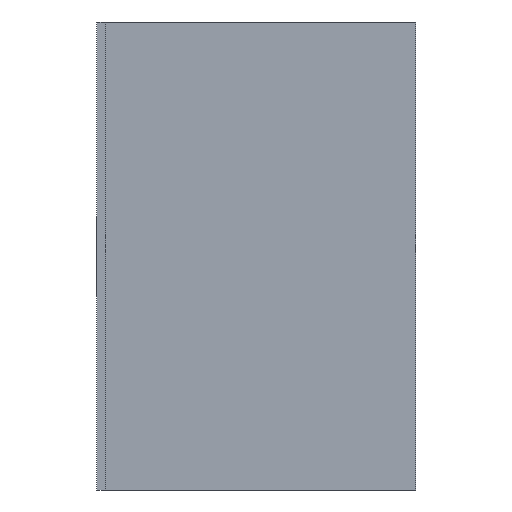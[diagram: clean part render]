
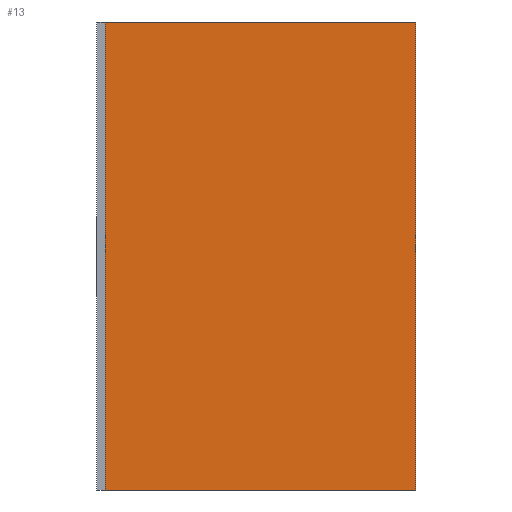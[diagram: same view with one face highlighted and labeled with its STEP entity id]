
A CAD part, left-side view. The second image highlights one B-rep face of the part: STEP entity #13.
In plain terms, the highlighted planar face has unit normal (-1, 0, 0).
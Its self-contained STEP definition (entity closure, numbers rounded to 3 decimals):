
#13 = ADVANCED_FACE ( 'NONE', ( #2558 ), #3120, .F. ) ;
#93 = CARTESIAN_POINT ( 'NONE',  ( -0.005, -0.004, 0. ) ) ;
#303 = LINE ( 'NONE', #800, #897 ) ;
#314 = DIRECTION ( 'NONE',  ( 0., 1., 0. ) ) ;
#447 = VERTEX_POINT ( 'NONE', #3231 ) ;
#544 = VERTEX_POINT ( 'NONE', #3267 ) ;
#572 = VERTEX_POINT ( 'NONE', #2221 ) ;
#599 = VECTOR ( 'NONE', #1917, 1000. ) ;
#731 = VECTOR ( 'NONE', #1608, 1000. ) ;
#800 = CARTESIAN_POINT ( 'NONE',  ( -0.005, 0., -0.22 ) ) ;
#879 = AXIS2_PLACEMENT_3D ( 'NONE', #3398, #2546, #968 ) ;
#897 = VECTOR ( 'NONE', #314, 1000. ) ;
#911 = ORIENTED_EDGE ( 'NONE', *, *, #2158, .F. ) ;
#928 = VERTEX_POINT ( 'NONE', #93 ) ;
#968 = DIRECTION ( 'NONE',  ( 0., 1., 0. ) ) ;
#1011 = EDGE_CURVE ( 'NONE', #572, #447, #1279, .T. ) ;
#1103 = LINE ( 'NONE', #2191, #731 ) ;
#1279 = LINE ( 'NONE', #2056, #3483 ) ;
#1608 = DIRECTION ( 'NONE',  ( 0., 1., 0. ) ) ;
#1658 = LINE ( 'NONE', #2131, #599 ) ;
#1680 = ORIENTED_EDGE ( 'NONE', *, *, #1990, .T. ) ;
#1917 = DIRECTION ( 'NONE',  ( 0., 0., 1. ) ) ;
#1990 = EDGE_CURVE ( 'NONE', #544, #928, #1658, .T. ) ;
#2056 = CARTESIAN_POINT ( 'NONE',  ( -0.005, 0.142, -0.22 ) ) ;
#2131 = CARTESIAN_POINT ( 'NONE',  ( -0.005, -0.004, -0.22 ) ) ;
#2158 = EDGE_CURVE ( 'NONE', #544, #572, #303, .T. ) ;
#2191 = CARTESIAN_POINT ( 'NONE',  ( -0.005, 0., 0. ) ) ;
#2221 = CARTESIAN_POINT ( 'NONE',  ( -0.005, 0.142, -0.22 ) ) ;
#2546 = DIRECTION ( 'NONE',  ( 1., 0., 0. ) ) ;
#2558 = FACE_OUTER_BOUND ( 'NONE', #3373, .T. ) ;
#2602 = ORIENTED_EDGE ( 'NONE', *, *, #1011, .F. ) ;
#2796 = EDGE_CURVE ( 'NONE', #928, #447, #1103, .T. ) ;
#3111 = DIRECTION ( 'NONE',  ( 0., 0., 1. ) ) ;
#3120 = PLANE ( 'NONE',  #879 ) ;
#3231 = CARTESIAN_POINT ( 'NONE',  ( -0.005, 0.142, 0. ) ) ;
#3267 = CARTESIAN_POINT ( 'NONE',  ( -0.005, -0.004, -0.22 ) ) ;
#3373 = EDGE_LOOP ( 'NONE', ( #3462, #2602, #911, #1680 ) ) ;
#3398 = CARTESIAN_POINT ( 'NONE',  ( -0.005, 0., -0.22 ) ) ;
#3462 = ORIENTED_EDGE ( 'NONE', *, *, #2796, .T. ) ;
#3483 = VECTOR ( 'NONE', #3111, 1000. ) ;
